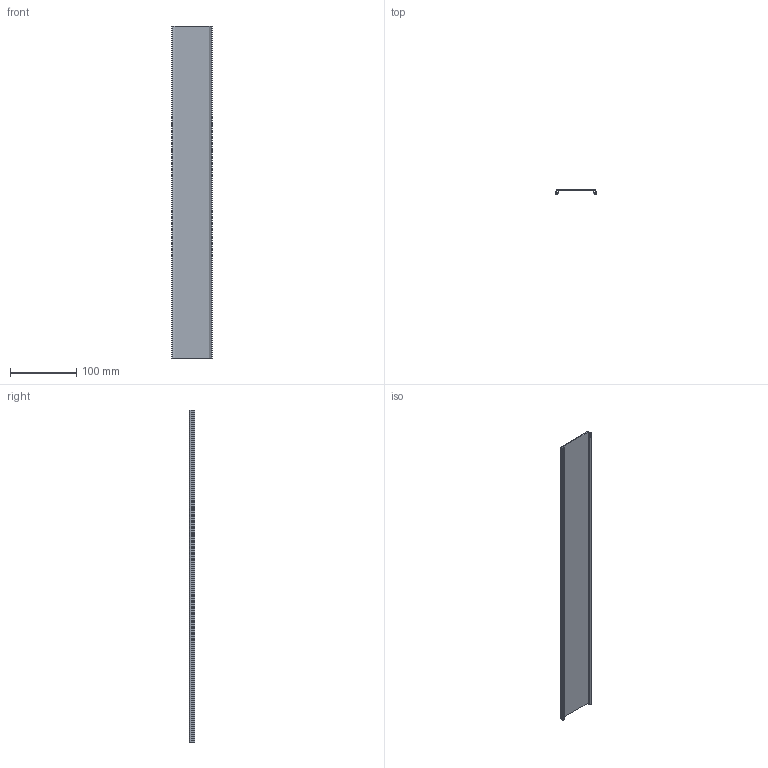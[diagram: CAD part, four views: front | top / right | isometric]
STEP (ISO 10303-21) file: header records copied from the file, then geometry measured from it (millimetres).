
FILE_DESCRIPTION (( 'STEP AP214' ), '1' );
FILE_NAME ('署赅_镥痿铌铕钺郷Cov_060.STEP', '2018-11-14T09:14:08', ( '' ), ( '' ), 'SwSTEP 2.0', 'SolidWorks 2016', '' );
FILE_SCHEMA (( 'AUTOMOTIVE_DESIGN' ));
Length unit declared in the file: millimetre
Products named in the file (1): 署赅_镥痿铌铕钺郷Cov_060
Bounding box: 60.38 x 7.74 x 500 mm (x, y, z)
Volume: 51794.8 mm3; surface area: 99005.1 mm2
Topology: 3 solids, 3 shells, 84 faces, 234 edges, 156 vertices
Faces by surface type: plane 42, cylinder 42
Entity records: 3412 total; most frequent: DIRECTION 488, CARTESIAN_POINT 475, ORIENTED_EDGE 468, EDGE_CURVE 234, AXIS2_PLACEMENT_3D 169, VERTEX_POINT 156, VECTOR 150, LINE 150
